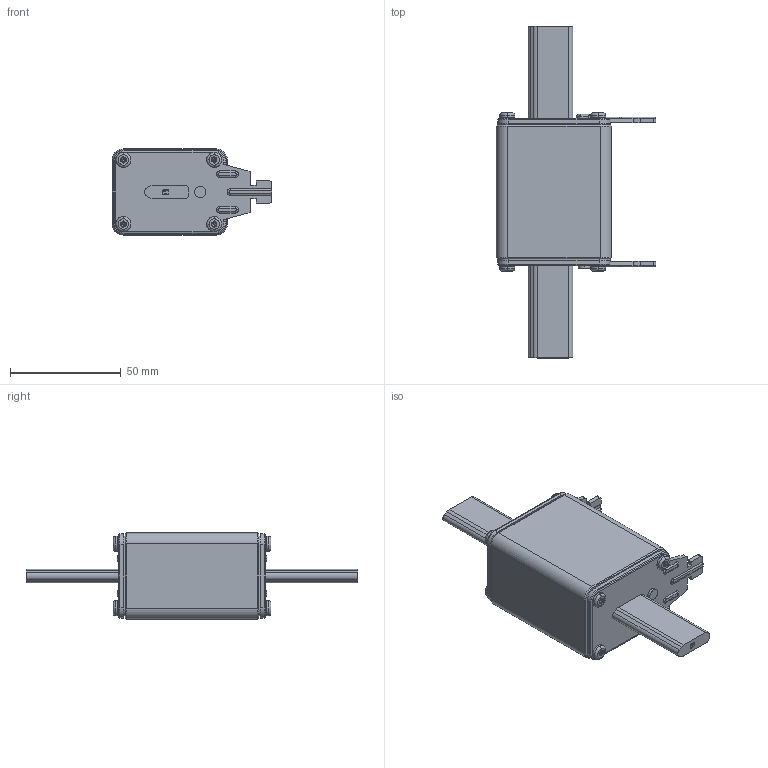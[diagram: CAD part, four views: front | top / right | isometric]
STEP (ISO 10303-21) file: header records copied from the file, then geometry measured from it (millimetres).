
FILE_DESCRIPTION (( 'STEP AP203' ), '1' );
FILE_NAME ('Assy -25.step', '2017-12-07T13:43:11', ( '' ), ( '' ), 'SwSTEP 2.0', 'SolidWorks 2013', '' );
FILE_SCHEMA (( 'CONFIG_CONTROL_DESIGN' ));
Length unit declared in the file: millimetre
Products named in the file (1): Assy -25
Bounding box: 72 x 150 x 39 mm (x, y, z)
Volume: 143807.4 mm3; surface area: 22525.3 mm2
Topology: 1 solids, 1 shells, 790 faces, 2074 edges, 1189 vertices
Faces by surface type: cylinder 245, cone 176, plane 167, bspline 148, torus 52, sphere 2
Entity records: 29045 total; most frequent: CARTESIAN_POINT 10546, ORIENTED_EDGE 4004, DIRECTION 3594, EDGE_CURVE 2002, AXIS2_PLACEMENT_3D 1333, VERTEX_POINT 1189, VECTOR 928, LINE 928
